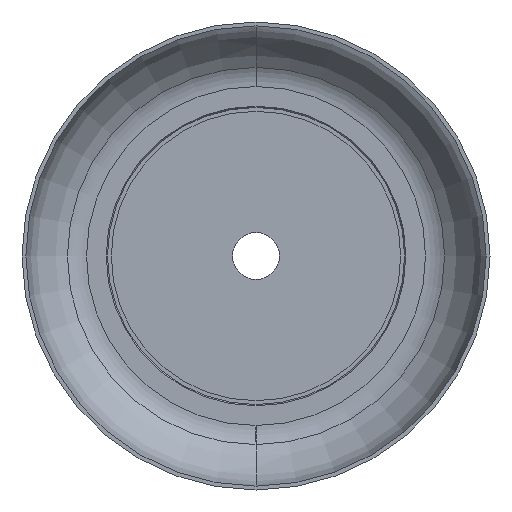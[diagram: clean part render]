
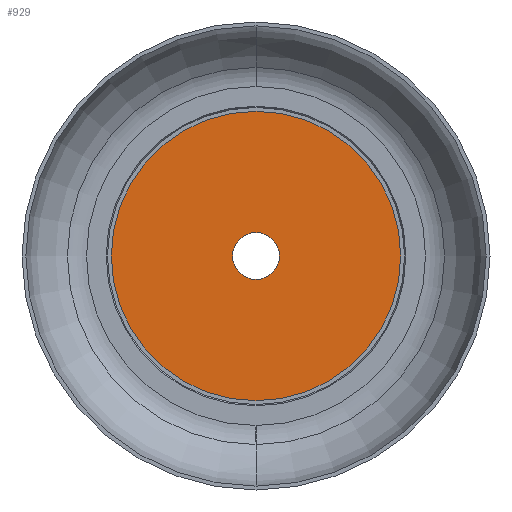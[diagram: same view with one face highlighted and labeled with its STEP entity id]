
A CAD part, front view. The second image highlights one B-rep face of the part: STEP entity #929.
In plain terms, the highlighted planar face has unit normal (0, -1, 0).
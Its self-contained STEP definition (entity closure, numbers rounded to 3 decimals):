
#929=ADVANCED_FACE('',(#1922,#1924),#1926,.F.);
#1922=FACE_BOUND('',#1923,.T.);
#1923=EDGE_LOOP('',(#2116));
#1924=FACE_OUTER_BOUND('',#1925,.T.);
#1925=EDGE_LOOP('',(#2117));
#1926=PLANE('',#1927);
#1927=AXIS2_PLACEMENT_3D('',#1928,#1929,#1930);
#1928=CARTESIAN_POINT('',(0.,0.,0.));
#1929=DIRECTION('',(-0.,1.,0.));
#1930=DIRECTION('',(1.,0.,0.));
#2116=ORIENTED_EDGE('',*,*,#2209,.T.);
#2117=ORIENTED_EDGE('',*,*,#2210,.F.);
#2209=EDGE_CURVE('',#2349,#2349,#2350,.T.);
#2210=EDGE_CURVE('',#2351,#2351,#2352,.T.);
#2349=VERTEX_POINT('',#4327);
#2350=CIRCLE('',#4328,3.);
#2351=VERTEX_POINT('',#4332);
#2352=CIRCLE('',#4333,18.55);
#4327=CARTESIAN_POINT('',(3.,0.,0.));
#4328=AXIS2_PLACEMENT_3D('',#4329,#4330,#4331);
#4329=CARTESIAN_POINT('',(0.,0.,0.));
#4330=DIRECTION('',(-0.,1.,0.));
#4331=DIRECTION('',(1.,0.,0.));
#4332=CARTESIAN_POINT('',(18.55,0.,0.));
#4333=AXIS2_PLACEMENT_3D('',#4334,#4335,#4336);
#4334=CARTESIAN_POINT('',(0.,0.,0.));
#4335=DIRECTION('',(-0.,1.,0.));
#4336=DIRECTION('',(1.,0.,0.));
